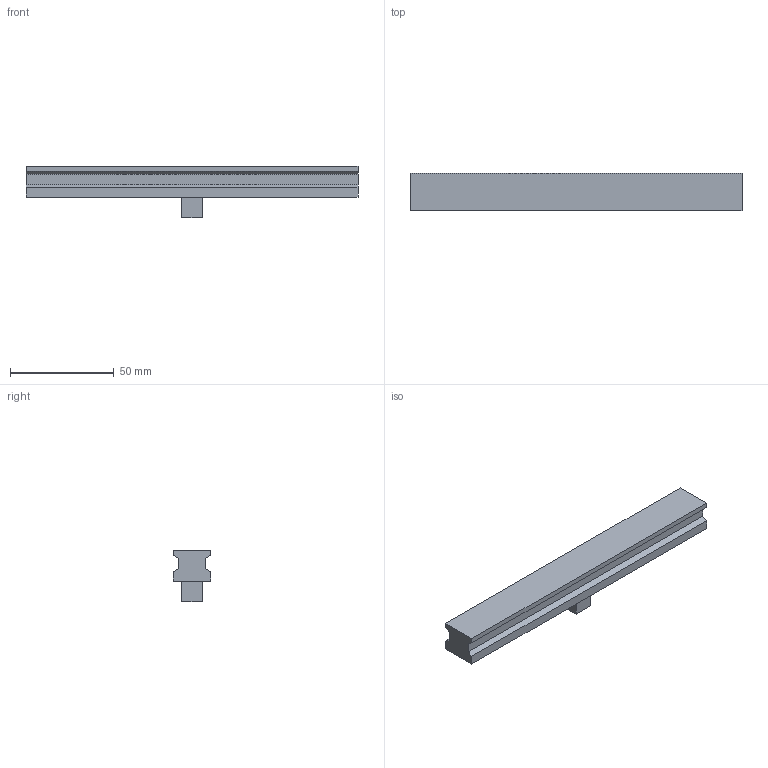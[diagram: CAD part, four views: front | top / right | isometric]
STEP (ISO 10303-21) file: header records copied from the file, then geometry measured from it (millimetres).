
FILE_DESCRIPTION (( 'STEP AP214' ), '1' );
FILE_NAME ('joint_4_super_front_middle^industry_robot_arm_3.STEP', '2024-07-02T05:41:10', ( '' ), ( '' ), 'SwSTEP 2.0', 'SolidWorks 2022', '' );
FILE_SCHEMA (( 'AUTOMOTIVE_DESIGN' ));
Length unit declared in the file: millimetre
Products named in the file (1): joint_4_super_front_middle^industry_robot_arm_3
Bounding box: 160 x 18 x 25 mm (x, y, z)
Volume: 39045.3 mm3; surface area: 12359.3 mm2
Topology: 1 solids, 1 shells, 19 faces, 48 edges, 32 vertices
Faces by surface type: plane 19
Entity records: 596 total; most frequent: CARTESIAN_POINT 100, ORIENTED_EDGE 96, DIRECTION 88, VECTOR 48, LINE 48, EDGE_CURVE 48, VERTEX_POINT 32, AXIS2_PLACEMENT_3D 20
